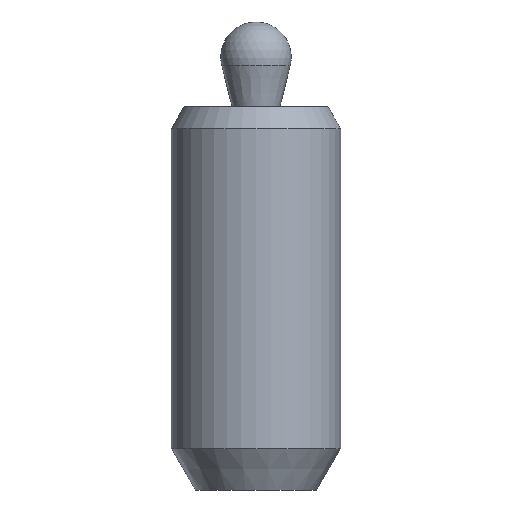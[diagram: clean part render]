
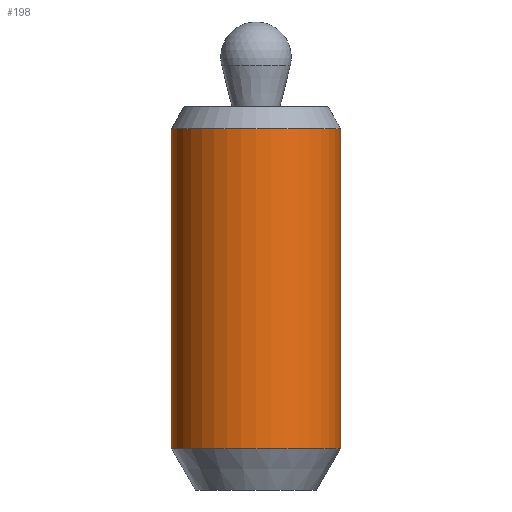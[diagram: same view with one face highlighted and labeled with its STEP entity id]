
A CAD part, front view. The second image highlights one B-rep face of the part: STEP entity #198.
In plain terms, the highlighted cylindrical face has radius 6 mm (diameter 12 mm), a partial arc.
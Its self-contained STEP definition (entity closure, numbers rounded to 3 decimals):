
#186=EDGE_CURVE('',#230,#402,#462,.T.);
#198=ADVANCED_FACE('',(#475),#476,.T.);
#230=VERTEX_POINT('',#514);
#278=VERTEX_POINT('',#570);
#290=EDGE_CURVE('',#278,#378,#583,.T.);
#310=EDGE_CURVE('',#278,#230,#608,.T.);
#368=EDGE_CURVE('',#402,#378,#670,.T.);
#378=VERTEX_POINT('',#680);
#402=VERTEX_POINT('',#706);
#462=CIRCLE('',#764,6.0);
#475=FACE_OUTER_BOUND('',#780,.T.);
#476=CYLINDRICAL_SURFACE('',#781,6.0);
#514=CARTESIAN_POINT('',(-6.0,0.,-1.559));
#570=CARTESIAN_POINT('',(-6.0,0.,-24.266));
#583=CIRCLE('',#909,6.0);
#608=LINE('',#940,#941);
#670=LINE('',#1024,#1025);
#680=CARTESIAN_POINT('',(6.0,0.,-24.266));
#706=CARTESIAN_POINT('',(6.0,0.,-1.559));
#764=AXIS2_PLACEMENT_3D('',#1127,#1128,#1129);
#780=EDGE_LOOP('',(#1143,#1144,#1145,#1146));
#781=AXIS2_PLACEMENT_3D('',#1147,#1148,#1149);
#909=AXIS2_PLACEMENT_3D('',#1292,#1293,#1294);
#940=CARTESIAN_POINT('',(-6.0,0.,-14.379));
#941=VECTOR('',#1339,1.0);
#1024=CARTESIAN_POINT('',(6.0,0.,-14.379));
#1025=VECTOR('',#1409,1.0);
#1127=CARTESIAN_POINT('',(0.,0.,-1.559));
#1128=DIRECTION('',(0.0,0.0,1.0));
#1129=DIRECTION('',(-1.0,0.,0.0));
#1143=ORIENTED_EDGE('',*,*,#310,.F.);
#1144=ORIENTED_EDGE('',*,*,#290,.T.);
#1145=ORIENTED_EDGE('',*,*,#368,.F.);
#1146=ORIENTED_EDGE('',*,*,#186,.F.);
#1147=CARTESIAN_POINT('',(0.,0.,-14.379));
#1148=DIRECTION('',(-0.0,-0.0,-1.0));
#1149=DIRECTION('',(-1.0,0.,0.0));
#1292=CARTESIAN_POINT('',(0.,0.,-24.266));
#1293=DIRECTION('',(0.0,0.0,1.0));
#1294=DIRECTION('',(-1.0,0.,0.0));
#1339=DIRECTION('',(0.0,0.0,1.0));
#1409=DIRECTION('',(-0.0,-0.0,-1.0));
